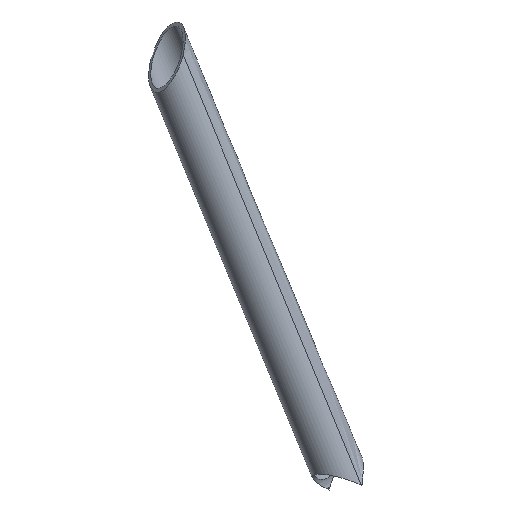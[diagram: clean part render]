
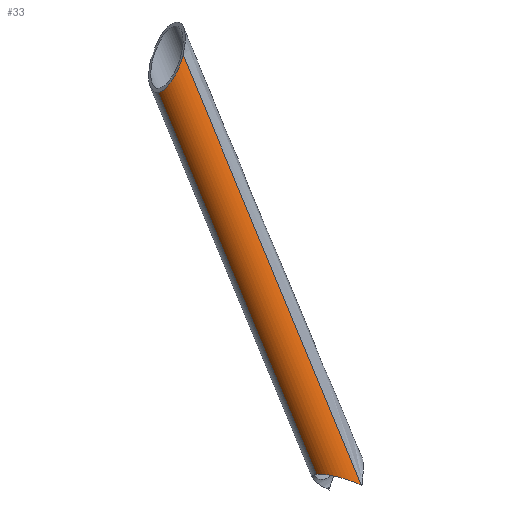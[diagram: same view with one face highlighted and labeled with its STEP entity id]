
A CAD part, isometric view. The second image highlights one B-rep face of the part: STEP entity #33.
In plain terms, the highlighted cylindrical face has radius 12.5 mm (diameter 25 mm), a partial arc.
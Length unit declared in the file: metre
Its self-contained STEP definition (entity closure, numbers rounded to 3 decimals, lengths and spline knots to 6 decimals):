
#33=ADVANCED_FACE('',(#67),#68,.T.);
#67=FACE_OUTER_BOUND('',#100,.T.);
#68=CYLINDRICAL_SURFACE('',#101,0.0125);
#100=EDGE_LOOP('',(#216,#217,#218,#219,#220));
#101=AXIS2_PLACEMENT_3D('',#221,#222,#223);
#216=ORIENTED_EDGE('',*,*,#294,.F.);
#217=ORIENTED_EDGE('',*,*,#295,.T.);
#218=ORIENTED_EDGE('',*,*,#296,.T.);
#219=ORIENTED_EDGE('',*,*,#297,.F.);
#220=ORIENTED_EDGE('',*,*,#298,.T.);
#221=CARTESIAN_POINT('',(-0.341,0.152716,-0.003597));
#222=DIRECTION('',(0.,-0.533,-0.846));
#223=DIRECTION('',(-1.0,0.,0.));
#294=EDGE_CURVE('',#327,#328,#329,.T.);
#295=EDGE_CURVE('',#327,#330,#331,.T.);
#296=EDGE_CURVE('',#330,#332,#333,.T.);
#297=EDGE_CURVE('0:2540',#334,#332,#335,.T.);
#298=EDGE_CURVE('0:2644',#334,#328,#336,.F.);
#327=VERTEX_POINT('',#377);
#328=VERTEX_POINT('',#378);
#329=LINE('',#379,#380);
#330=VERTEX_POINT('',#381);
#331=ELLIPSE('',#382,0.017678,0.0125);
#332=VERTEX_POINT('',#383);
#333=ELLIPSE('',#384,0.017678,0.0125);
#334=VERTEX_POINT('',#385);
#335=LINE('',#386,#387);
#336=ELLIPSE('',#388,0.017629,0.0125);
#377=CARTESIAN_POINT('',(-0.3535,0.159374,0.006982));
#378=CARTESIAN_POINT('',(-0.3535,0.263754,0.172862));
#379=CARTESIAN_POINT('',(-0.3535,0.152716,-0.003597));
#380=VECTOR('',#677,1.0);
#381=CARTESIAN_POINT('',(-0.352949,0.155973,0.008471));
#382=AXIS2_PLACEMENT_3D('',#678,#679,#680);
#383=CARTESIAN_POINT('',(-0.341,0.142137,0.00306));
#384=AXIS2_PLACEMENT_3D('',#681,#682,#683);
#385=CARTESIAN_POINT('',(-0.341,0.259773,0.190005));
#386=CARTESIAN_POINT('',(-0.341,0.259773,0.190005));
#387=VECTOR('',#684,1.0);
#388=AXIS2_PLACEMENT_3D('',#685,#686,#687);
#677=DIRECTION('',(0.,0.533,0.846));
#678=CARTESIAN_POINT('',(-0.341,0.152716,-0.003597));
#679=DIRECTION('',(0.707,0.377,0.598));
#680=DIRECTION('',(-0.707,0.377,0.598));
#681=CARTESIAN_POINT('',(-0.341,0.152716,-0.003597));
#682=DIRECTION('',(0.707,0.377,0.598));
#683=DIRECTION('',(-0.707,0.377,0.598));
#684=DIRECTION('',(0.,-0.533,-0.846));
#685=CARTESIAN_POINT('',(-0.341,0.270375,0.183384));
#686=DIRECTION('',(-0.705,0.376,0.601));
#687=DIRECTION('',(0.709,0.378,0.596));
